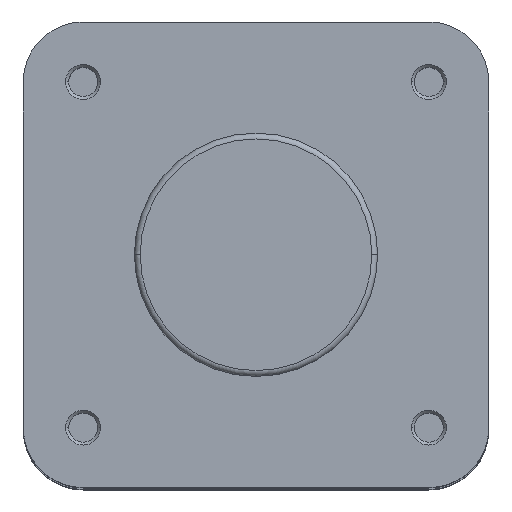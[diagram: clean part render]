
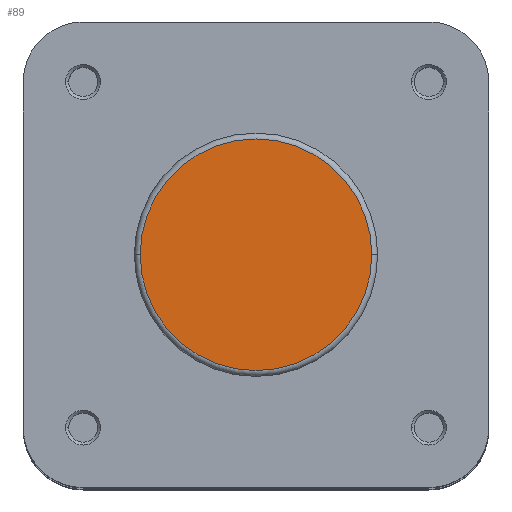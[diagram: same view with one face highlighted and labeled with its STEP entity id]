
A CAD part, top view. The second image highlights one B-rep face of the part: STEP entity #89.
In plain terms, the highlighted planar face has unit normal (0, 0, 1).
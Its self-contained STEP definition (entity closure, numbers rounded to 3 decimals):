
#89 = ADVANCED_FACE ( 'NONE', ( #463 ), #4748, .F. ) ;
#240 = EDGE_CURVE ( 'NONE', #3254, #3092, #683, .T. ) ;
#463 = FACE_OUTER_BOUND ( 'NONE', #3698, .T. ) ;
#683 = CIRCLE ( 'NONE', #4337, 19.9 ) ;
#822 = CIRCLE ( 'NONE', #4404, 19.9 ) ;
#1197 = CARTESIAN_POINT ( 'NONE',  ( 0., 0., 0. ) ) ;
#1212 = DIRECTION ( 'NONE',  ( 0., 0., 1. ) ) ;
#1213 = DIRECTION ( 'NONE',  ( -1., 0., 0. ) ) ;
#1399 = CARTESIAN_POINT ( 'NONE',  ( 19.9, 0., 0. ) ) ;
#1553 = CARTESIAN_POINT ( 'NONE',  ( -19.9, 0., 0. ) ) ;
#1681 = CARTESIAN_POINT ( 'NONE',  ( 0., 0., 0. ) ) ;
#1683 = DIRECTION ( 'NONE',  ( 0., 0., 1. ) ) ;
#1684 = DIRECTION ( 'NONE',  ( -1., 0., 0. ) ) ;
#3092 = VERTEX_POINT ( 'NONE', #1399 ) ;
#3254 = VERTEX_POINT ( 'NONE', #1553 ) ;
#3503 = ORIENTED_EDGE ( 'NONE', *, *, #3881, .T. ) ;
#3504 = ORIENTED_EDGE ( 'NONE', *, *, #240, .T. ) ;
#3698 = EDGE_LOOP ( 'NONE', ( #3504, #3503 ) ) ;
#3881 = EDGE_CURVE ( 'NONE', #3092, #3254, #822, .T. ) ;
#4242 = AXIS2_PLACEMENT_3D ( 'NONE', #5088, #4743, #4776 ) ;
#4337 = AXIS2_PLACEMENT_3D ( 'NONE', #1197, #1212, #1213 ) ;
#4404 = AXIS2_PLACEMENT_3D ( 'NONE', #1681, #1683, #1684 ) ;
#4743 = DIRECTION ( 'NONE',  ( 0., 0., -1. ) ) ;
#4748 = PLANE ( 'NONE',  #4242 ) ;
#4776 = DIRECTION ( 'NONE',  ( -1., 0., 0. ) ) ;
#5088 = CARTESIAN_POINT ( 'NONE',  ( 0., 20.9, 0. ) ) ;
